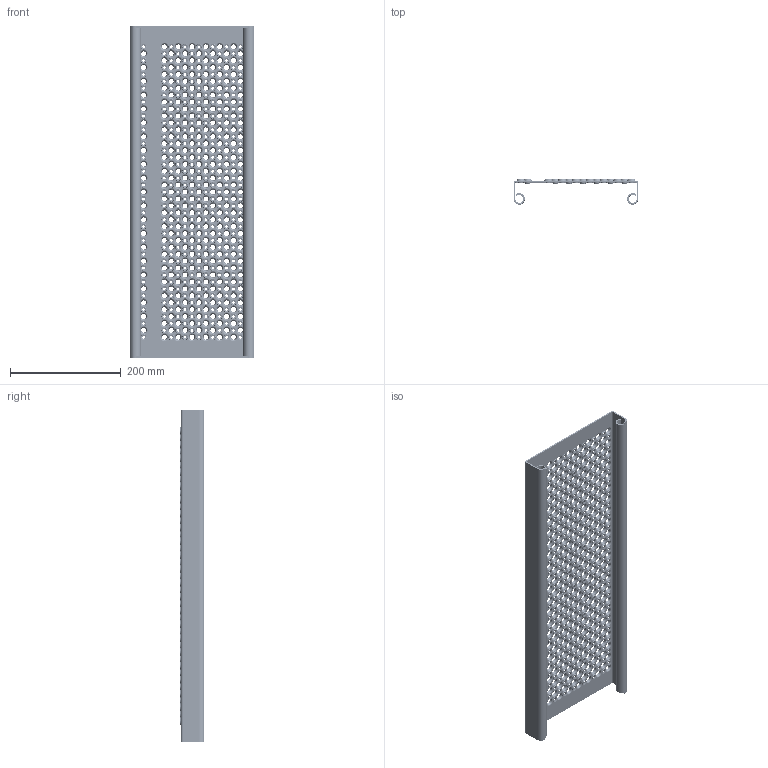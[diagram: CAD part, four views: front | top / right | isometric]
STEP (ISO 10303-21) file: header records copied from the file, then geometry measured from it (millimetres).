
FILE_DESCRIPTION (( 'STEP AP214' ), '1' );
FILE_NAME ('Optimo-Tread-plank-achil-visual-O2-600x225x45x2,5-alu-C211036100.STEP', '2021-08-11T10:30:46', ( '' ), ( '' ), 'SwSTEP 2.0', 'SolidWorks 2021', '' );
FILE_SCHEMA (( 'AUTOMOTIVE_DESIGN' ));
Products named in the file (1): Optimo-Tread-plank-achil-visual-O2-600x225x45x2,5-alu-C211036100
Bounding box: 225 x 45.18 x 600 mm (x, y, z)
Volume: 556539.9 mm3; surface area: 492097.7 mm2
Topology: 1 solids, 1 shells, 10281 faces, 26705 edges, 15140 vertices
Faces by surface type: cone 3870, torus 2580, plane 2307, cylinder 1520, bspline 4
Entity records: 327959 total; most frequent: DIRECTION 66059, CARTESIAN_POINT 63622, ORIENTED_EDGE 53410, AXIS2_PLACEMENT_3D 30911, EDGE_CURVE 26705, CIRCLE 20633, VERTEX_POINT 15140, EDGE_LOOP 10285
